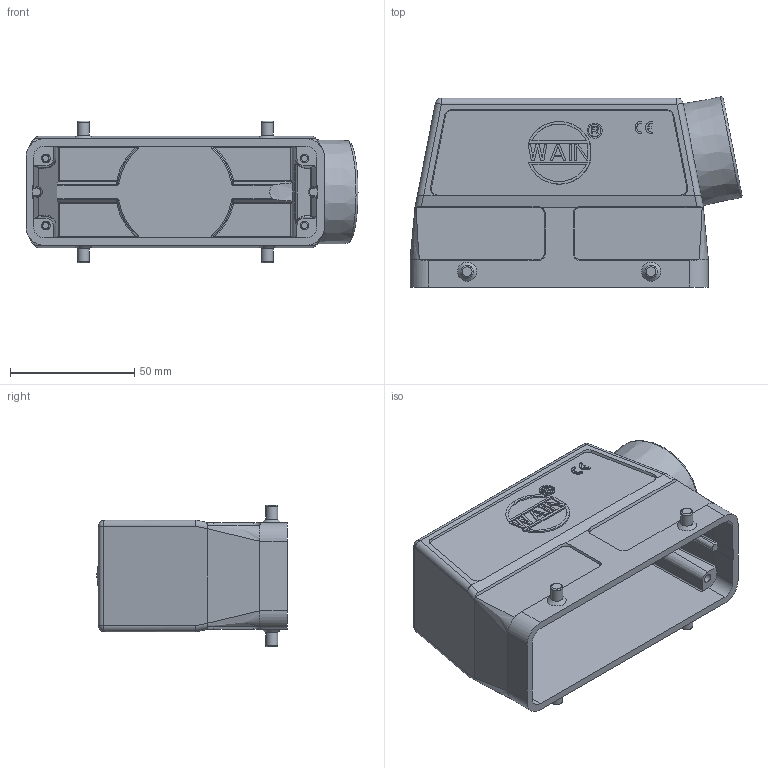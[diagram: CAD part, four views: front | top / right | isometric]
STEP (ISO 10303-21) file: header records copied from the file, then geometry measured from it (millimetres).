
FILE_DESCRIPTION(/* description */ (''),/* implementation_level */ '2;1');
FILE_NAME(/* name */ 'pg21.stp',/* time_stamp */ '2023-11-30T13:44:50+08:00',/* author */ (''),/* organization */ (''),/* preprocessor_version */ 'ST-DEVELOPER v18.1',/* originating_system */ 'SIEMENS PLM Software NX 1980',/* authorisation */ '');
FILE_SCHEMA (('AP203_CONFIGURATION_CONTROLLED_3D_DESIGN_OF_MECHANICAL_PARTS_AND_ASSEMBLIES_MIM_LF { 1 0 10303 403 2 1 2}'));
Length unit declared in the file: millimetre
Products named in the file (1): P_H24B-TEH-SEH-NEW
Bounding box: 133.55 x 76.58 x 57 mm (x, y, z)
Volume: 103098.9 mm3; surface area: 57858.1 mm2
Topology: 1 solids, 1 shells, 462 faces, 1162 edges, 727 vertices
Faces by surface type: plane 273, cylinder 85, cone 32, bspline 29, sphere 20, torus 15, extrusion 8
Full cylindrical faces by diameter (mm): 2.5 x4, 3.5 x4, 4.9 x4, 5 x2, 6.1 x2, 24 x1, 26.9 x1
Entity records: 14767 total; most frequent: CARTESIAN_POINT 3900, ORIENTED_EDGE 2212, DIRECTION 2198, EDGE_CURVE 1106, VECTOR 742, LINE 734, AXIS2_PLACEMENT_3D 728, VERTEX_POINT 717
